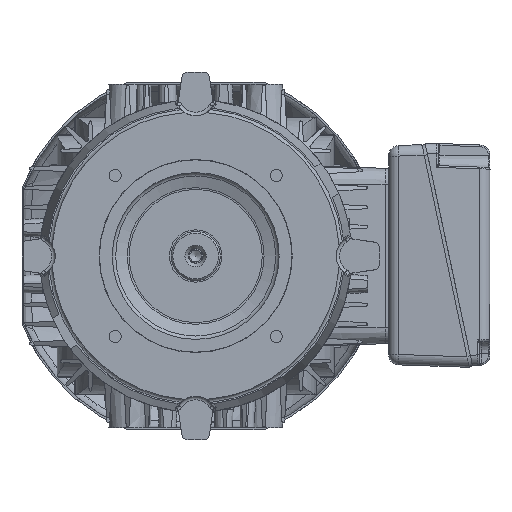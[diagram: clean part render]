
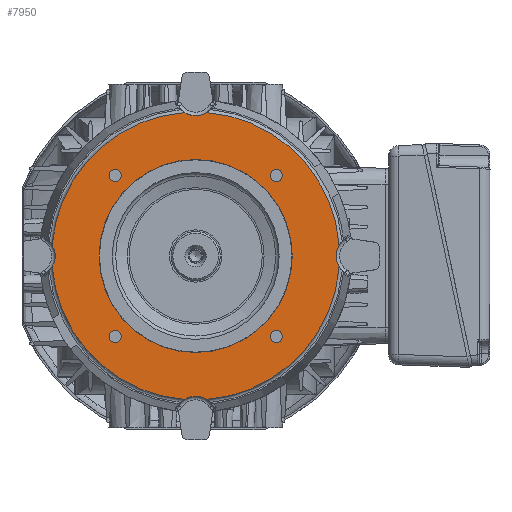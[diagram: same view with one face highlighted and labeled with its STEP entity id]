
A CAD part, front view. The second image highlights one B-rep face of the part: STEP entity #7950.
In plain terms, the highlighted planar face has unit normal (0, -1, 0).
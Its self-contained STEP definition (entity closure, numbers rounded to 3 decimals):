
#7950 = ADVANCED_FACE( '', ( #17414, #17415, #17416, #17417, #17418, #17419 ), #17420, .T. );
#17414 = FACE_OUTER_BOUND( '', #42906, .T. );
#17415 = FACE_BOUND( '', #42907, .T. );
#17416 = FACE_BOUND( '', #42908, .T. );
#17417 = FACE_BOUND( '', #42909, .T. );
#17418 = FACE_BOUND( '', #42910, .T. );
#17419 = FACE_BOUND( '', #42911, .T. );
#17420 = PLANE( '', #42912 );
#42906 = EDGE_LOOP( '', ( #81129, #81130, #81131, #81132, #81133, #81134, #81135, #81136 ) );
#42907 = EDGE_LOOP( '', ( #81137 ) );
#42908 = EDGE_LOOP( '', ( #81138 ) );
#42909 = EDGE_LOOP( '', ( #81139 ) );
#42910 = EDGE_LOOP( '', ( #81140 ) );
#42911 = EDGE_LOOP( '', ( #81141 ) );
#42912 = AXIS2_PLACEMENT_3D( '', #81142, #81143, #81144 );
#81129 = ORIENTED_EDGE( '', *, *, #98199, .T. );
#81130 = ORIENTED_EDGE( '', *, *, #99647, .F. );
#81131 = ORIENTED_EDGE( '', *, *, #103970, .T. );
#81132 = ORIENTED_EDGE( '', *, *, #96629, .F. );
#81133 = ORIENTED_EDGE( '', *, *, #104998, .T. );
#81134 = ORIENTED_EDGE( '', *, *, #96684, .F. );
#81135 = ORIENTED_EDGE( '', *, *, #104039, .T. );
#81136 = ORIENTED_EDGE( '', *, *, #104150, .F. );
#81137 = ORIENTED_EDGE( '', *, *, #104672, .F. );
#81138 = ORIENTED_EDGE( '', *, *, #104999, .F. );
#81139 = ORIENTED_EDGE( '', *, *, #103907, .F. );
#81140 = ORIENTED_EDGE( '', *, *, #105000, .F. );
#81141 = ORIENTED_EDGE( '', *, *, #105001, .F. );
#81142 = CARTESIAN_POINT( '', ( -55., -170.05, 0. ) );
#81143 = DIRECTION( '', ( 0., -1., 0. ) );
#81144 = DIRECTION( '', ( 1., 0., 0. ) );
#96629 = EDGE_CURVE( '', #109967, #109969, #109970, .T. );
#96684 = EDGE_CURVE( '', #110065, #110067, #110068, .T. );
#98199 = EDGE_CURVE( '', #112657, #112655, #112658, .T. );
#99647 = EDGE_CURVE( '', #115001, #112655, #115003, .T. );
#103907 = EDGE_CURVE( '', #121205, #121205, #121206, .T. );
#103970 = EDGE_CURVE( '', #115001, #109969, #121286, .T. );
#104039 = EDGE_CURVE( '', #110065, #121376, #121378, .T. );
#104150 = EDGE_CURVE( '', #112657, #121376, #121517, .T. );
#104672 = EDGE_CURVE( '', #122154, #122154, #122155, .T. );
#104998 = EDGE_CURVE( '', #109967, #110067, #122549, .T. );
#104999 = EDGE_CURVE( '', #122550, #122550, #122551, .T. );
#105000 = EDGE_CURVE( '', #122552, #122552, #122553, .T. );
#105001 = EDGE_CURVE( '', #122554, #122554, #122555, .T. );
#109967 = VERTEX_POINT( '', #132077 );
#109969 = VERTEX_POINT( '', #132080 );
#109970 = CIRCLE( '', #132081, 11.45 );
#110065 = VERTEX_POINT( '', #132344 );
#110067 = VERTEX_POINT( '', #132347 );
#110068 = CIRCLE( '', #132348, 11.45 );
#112655 = VERTEX_POINT( '', #139427 );
#112657 = VERTEX_POINT( '', #139430 );
#112658 = CIRCLE( '', #139431, 82.05 );
#115001 = VERTEX_POINT( '', #145674 );
#115003 = CIRCLE( '', #145677, 11.45 );
#121205 = VERTEX_POINT( '', #164172 );
#121206 = CIRCLE( '', #164173, 3.443 );
#121286 = CIRCLE( '', #164363, 82.05 );
#121376 = VERTEX_POINT( '', #164618 );
#121378 = CIRCLE( '', #164621, 82.05 );
#121517 = CIRCLE( '', #164931, 11.45 );
#122154 = VERTEX_POINT( '', #166869 );
#122155 = CIRCLE( '', #166870, 3.443 );
#122549 = CIRCLE( '', #168055, 82.05 );
#122550 = VERTEX_POINT( '', #168056 );
#122551 = CIRCLE( '', #168057, 3.443 );
#122552 = VERTEX_POINT( '', #168058 );
#122553 = CIRCLE( '', #168059, 3.443 );
#122554 = VERTEX_POINT( '', #168060 );
#122555 = CIRCLE( '', #168061, 55.05 );
#132077 = CARTESIAN_POINT( '', ( 81.822, -170.05, 6.118 ) );
#132080 = CARTESIAN_POINT( '', ( 81.822, -170.05, -6.118 ) );
#132081 = AXIS2_PLACEMENT_3D( '', #176216, #176217, #176218 );
#132344 = CARTESIAN_POINT( '', ( -6.118, -170.05, 81.822 ) );
#132347 = CARTESIAN_POINT( '', ( 6.118, -170.05, 81.822 ) );
#132348 = AXIS2_PLACEMENT_3D( '', #176284, #176285, #176286 );
#139427 = CARTESIAN_POINT( '', ( -6.118, -170.05, -81.822 ) );
#139430 = CARTESIAN_POINT( '', ( -81.822, -170.05, -6.118 ) );
#139431 = AXIS2_PLACEMENT_3D( '', #178054, #178055, #178056 );
#145674 = CARTESIAN_POINT( '', ( 6.118, -170.05, -81.822 ) );
#145677 = AXIS2_PLACEMENT_3D( '', #179660, #179661, #179662 );
#164172 = CARTESIAN_POINT( '', ( 49.404, -170.05, 45.962 ) );
#164173 = AXIS2_PLACEMENT_3D( '', #184303, #184304, #184305 );
#164363 = AXIS2_PLACEMENT_3D( '', #184374, #184375, #184376 );
#164618 = CARTESIAN_POINT( '', ( -81.822, -170.05, 6.118 ) );
#164621 = AXIS2_PLACEMENT_3D( '', #184430, #184431, #184432 );
#164931 = AXIS2_PLACEMENT_3D( '', #184554, #184555, #184556 );
#166869 = CARTESIAN_POINT( '', ( -42.519, -170.05, -45.962 ) );
#166870 = AXIS2_PLACEMENT_3D( '', #185029, #185030, #185031 );
#168055 = AXIS2_PLACEMENT_3D( '', #185316, #185317, #185318 );
#168056 = CARTESIAN_POINT( '', ( 49.404, -170.05, -45.962 ) );
#168057 = AXIS2_PLACEMENT_3D( '', #185319, #185320, #185321 );
#168058 = CARTESIAN_POINT( '', ( -42.519, -170.05, 45.962 ) );
#168059 = AXIS2_PLACEMENT_3D( '', #185322, #185323, #185324 );
#168060 = CARTESIAN_POINT( '', ( 55.05, -170.05, 0. ) );
#168061 = AXIS2_PLACEMENT_3D( '', #185325, #185326, #185327 );
#176216 = CARTESIAN_POINT( '', ( 91.5, -170.05, 0. ) );
#176217 = DIRECTION( '', ( 0., -1., 0. ) );
#176218 = DIRECTION( '', ( 1., 0., 0. ) );
#176284 = CARTESIAN_POINT( '', ( 0., -170.05, 91.5 ) );
#176285 = DIRECTION( '', ( 0., -1., 0. ) );
#176286 = DIRECTION( '', ( 1., 0., 0. ) );
#178054 = CARTESIAN_POINT( '', ( 0., -170.05, 0. ) );
#178055 = DIRECTION( '', ( 0., -1., 0. ) );
#178056 = DIRECTION( '', ( 1., 0., 0. ) );
#179660 = CARTESIAN_POINT( '', ( 0., -170.05, -91.5 ) );
#179661 = DIRECTION( '', ( 0., -1., 0. ) );
#179662 = DIRECTION( '', ( 1., 0., 0. ) );
#184303 = CARTESIAN_POINT( '', ( 45.962, -170.05, 45.962 ) );
#184304 = DIRECTION( '', ( 0., -1., 0. ) );
#184305 = DIRECTION( '', ( 1., 0., 0. ) );
#184374 = CARTESIAN_POINT( '', ( 0., -170.05, 0. ) );
#184375 = DIRECTION( '', ( 0., -1., 0. ) );
#184376 = DIRECTION( '', ( 1., 0., 0. ) );
#184430 = CARTESIAN_POINT( '', ( 0., -170.05, 0. ) );
#184431 = DIRECTION( '', ( 0., -1., 0. ) );
#184432 = DIRECTION( '', ( 1., 0., 0. ) );
#184554 = CARTESIAN_POINT( '', ( -91.5, -170.05, 0. ) );
#184555 = DIRECTION( '', ( 0., -1., 0. ) );
#184556 = DIRECTION( '', ( 1., 0., 0. ) );
#185029 = CARTESIAN_POINT( '', ( -45.962, -170.05, -45.962 ) );
#185030 = DIRECTION( '', ( 0., -1., 0. ) );
#185031 = DIRECTION( '', ( 1., 0., 0. ) );
#185316 = CARTESIAN_POINT( '', ( 0., -170.05, 0. ) );
#185317 = DIRECTION( '', ( 0., -1., 0. ) );
#185318 = DIRECTION( '', ( 1., 0., 0. ) );
#185319 = CARTESIAN_POINT( '', ( 45.962, -170.05, -45.962 ) );
#185320 = DIRECTION( '', ( 0., -1., 0. ) );
#185321 = DIRECTION( '', ( 1., 0., 0. ) );
#185322 = CARTESIAN_POINT( '', ( -45.962, -170.05, 45.962 ) );
#185323 = DIRECTION( '', ( 0., -1., 0. ) );
#185324 = DIRECTION( '', ( 1., 0., 0. ) );
#185325 = CARTESIAN_POINT( '', ( 0., -170.05, 0. ) );
#185326 = DIRECTION( '', ( 0., -1., 0. ) );
#185327 = DIRECTION( '', ( 1., 0., 0. ) );
